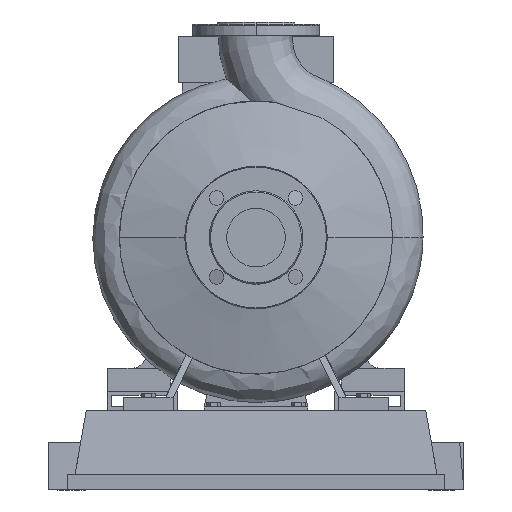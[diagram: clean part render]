
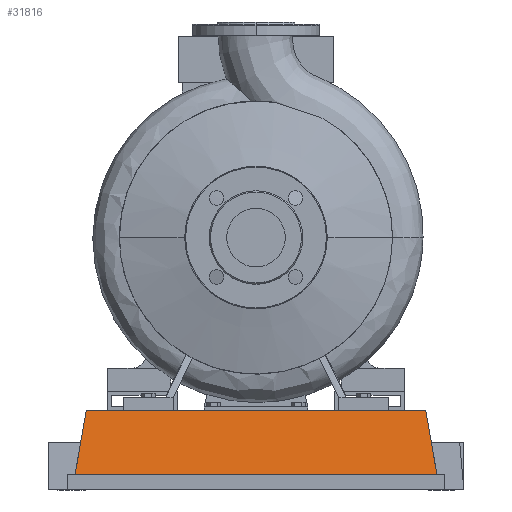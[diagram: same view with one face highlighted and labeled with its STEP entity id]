
A CAD part, left-side view. The second image highlights one B-rep face of the part: STEP entity #31816.
In plain terms, the highlighted planar face has unit normal (-0.985, 0, 0.174).
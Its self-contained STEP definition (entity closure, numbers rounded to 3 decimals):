
#29701=CARTESIAN_POINT('',(-82.5,-235.,20.6));
#29702=VERTEX_POINT('',#29701);
#29709=CARTESIAN_POINT('',(-82.5,235.0,20.6));
#29710=VERTEX_POINT('',#29709);
#29711=CARTESIAN_POINT('',(-82.5,-235.,20.6));
#29712=DIRECTION('',(0.0,1.0,0.0));
#29713=VECTOR('',#29712,470.0);
#29714=LINE('',#29711,#29713);
#29715=EDGE_CURVE('',#29702,#29710,#29714,.T.);
#31550=CARTESIAN_POINT('',(-67.971,-220.471,103.0));
#31551=VERTEX_POINT('',#31550);
#31558=CARTESIAN_POINT('',(-82.5,-235.,20.6));
#31559=DIRECTION('',(0.171,0.171,0.97));
#31560=VECTOR('',#31559,84.923);
#31561=LINE('',#31558,#31560);
#31562=EDGE_CURVE('',#29702,#31551,#31561,.T.);
#31793=CARTESIAN_POINT('',(-82.5,-235.,20.6));
#31794=DIRECTION('',(-0.985,0.,0.174));
#31795=DIRECTION('',(0.0,-1.0,0.0));
#31796=AXIS2_PLACEMENT_3D('',#31793,#31794,#31795);
#31797=PLANE('',#31796);
#31798=CARTESIAN_POINT('',(-67.971,220.471,103.0));
#31799=VERTEX_POINT('',#31798);
#31800=CARTESIAN_POINT('',(-67.971,-220.471,103.0));
#31801=DIRECTION('',(0.0,1.0,0.0));
#31802=VECTOR('',#31801,440.941);
#31803=LINE('',#31800,#31802);
#31804=EDGE_CURVE('',#31551,#31799,#31803,.T.);
#31805=ORIENTED_EDGE('',*,*,#31804,.T.);
#31806=CARTESIAN_POINT('',(-82.5,235.0,20.6));
#31807=DIRECTION('',(0.171,-0.171,0.97));
#31808=VECTOR('',#31807,84.923);
#31809=LINE('',#31806,#31808);
#31810=EDGE_CURVE('',#29710,#31799,#31809,.T.);
#31811=ORIENTED_EDGE('',*,*,#31810,.F.);
#31812=ORIENTED_EDGE('',*,*,#29715,.F.);
#31813=ORIENTED_EDGE('',*,*,#31562,.T.);
#31814=EDGE_LOOP('',(#31805,#31811,#31812,#31813));
#31815=FACE_OUTER_BOUND('',#31814,.T.);
#31816=ADVANCED_FACE('',(#31815),#31797,.T.);
